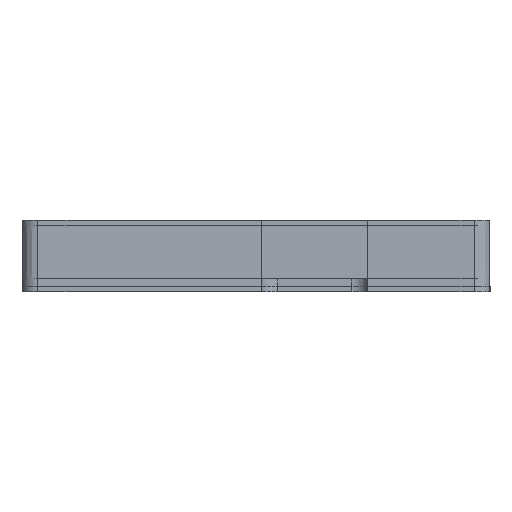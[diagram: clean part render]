
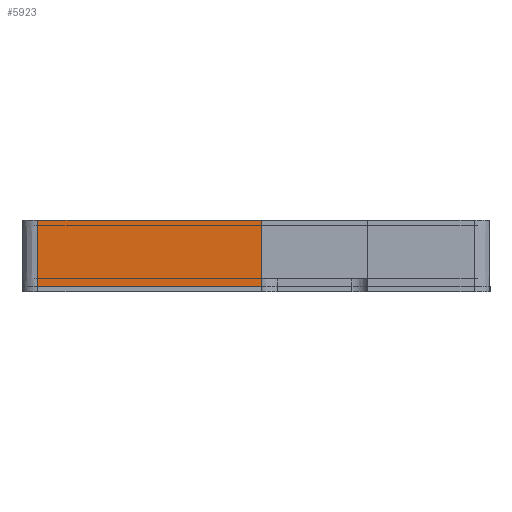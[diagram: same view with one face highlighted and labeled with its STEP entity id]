
A CAD part, left-side view. The second image highlights one B-rep face of the part: STEP entity #5923.
In plain terms, the highlighted face is a extrusion surface.
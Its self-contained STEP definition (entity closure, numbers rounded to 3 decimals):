
#2047 = PLANE('',#2048);
#2048 = AXIS2_PLACEMENT_3D('',#2049,#2050,#2051);
#2049 = CARTESIAN_POINT('',(123.419,41.603,1.));
#2050 = DIRECTION('',(0.,0.,-1.));
#2051 = DIRECTION('',(-1.,0.,0.));
#4187 = VERTEX_POINT('',#4188);
#4188 = CARTESIAN_POINT('',(-1.999,41.002,1.));
#4200 = SURFACE_OF_LINEAR_EXTRUSION('',#4201,#4204);
#4201 = B_SPLINE_CURVE_WITH_KNOTS('',1,(#4202,#4203),.UNSPECIFIED.,.F.,
  .F.,(2,2),(0.,1.),.PIECEWISE_BEZIER_KNOTS.);
#4202 = CARTESIAN_POINT('',(-1.002,41.002,1.));
#4203 = CARTESIAN_POINT('',(-1.999,41.002,1.));
#4204 = VECTOR('',#4205,1.);
#4205 = DIRECTION('',(0.,0.,-1.));
#4694 = VERTEX_POINT('',#4695);
#4695 = CARTESIAN_POINT('',(-1.999,83.,1.));
#4709 = SURFACE_OF_LINEAR_EXTRUSION('',#4710,#4714);
#4710 = ( BOUNDED_CURVE() B_SPLINE_CURVE(2,(#4711,#4712,#4713),
.UNSPECIFIED.,.F.,.F.) B_SPLINE_CURVE_WITH_KNOTS((3,3),(0.,1.),
.PIECEWISE_BEZIER_KNOTS.) CURVE() GEOMETRIC_REPRESENTATION_ITEM() 
RATIONAL_B_SPLINE_CURVE((1.,0.707,1.)) REPRESENTATION_ITEM('') 
  );
#4711 = CARTESIAN_POINT('',(-1.999,83.,1.));
#4712 = CARTESIAN_POINT('',(-1.999,85.999,1.));
#4713 = CARTESIAN_POINT('',(1.,85.999,1.));
#4714 = VECTOR('',#4715,1.);
#4715 = DIRECTION('',(0.,0.,-1.));
#4723 = EDGE_CURVE('',#4187,#4694,#4724,.T.);
#4724 = SURFACE_CURVE('',#4725,(#4728,#4734),.PCURVE_S1.);
#4725 = B_SPLINE_CURVE_WITH_KNOTS('',1,(#4726,#4727),.UNSPECIFIED.,.F.,
  .F.,(2,2),(0.,1.),.PIECEWISE_BEZIER_KNOTS.);
#4726 = CARTESIAN_POINT('',(-1.999,41.002,1.));
#4727 = CARTESIAN_POINT('',(-1.999,83.,1.));
#4728 = PCURVE('',#2047,#4729);
#4729 = DEFINITIONAL_REPRESENTATION('',(#4730),#4733);
#4730 = B_SPLINE_CURVE_WITH_KNOTS('',1,(#4731,#4732),.UNSPECIFIED.,.F.,
  .F.,(2,2),(0.,1.),.PIECEWISE_BEZIER_KNOTS.);
#4731 = CARTESIAN_POINT('',(125.418,-0.601));
#4732 = CARTESIAN_POINT('',(125.418,41.397));
#4733 = ( GEOMETRIC_REPRESENTATION_CONTEXT(2) 
PARAMETRIC_REPRESENTATION_CONTEXT() REPRESENTATION_CONTEXT('2D SPACE',''
  ) );
#4734 = PCURVE('',#4735,#4741);
#4735 = SURFACE_OF_LINEAR_EXTRUSION('',#4736,#4739);
#4736 = B_SPLINE_CURVE_WITH_KNOTS('',1,(#4737,#4738),.UNSPECIFIED.,.F.,
  .F.,(2,2),(0.,1.),.PIECEWISE_BEZIER_KNOTS.);
#4737 = CARTESIAN_POINT('',(-1.999,41.002,1.));
#4738 = CARTESIAN_POINT('',(-1.999,83.,1.));
#4739 = VECTOR('',#4740,1.);
#4740 = DIRECTION('',(0.,0.,-1.));
#4741 = DEFINITIONAL_REPRESENTATION('',(#4742),#4746);
#4742 = LINE('',#4743,#4744);
#4743 = CARTESIAN_POINT('',(0.,0.));
#4744 = VECTOR('',#4745,1.);
#4745 = DIRECTION('',(1.,0.));
#4746 = ( GEOMETRIC_REPRESENTATION_CONTEXT(2) 
PARAMETRIC_REPRESENTATION_CONTEXT() REPRESENTATION_CONTEXT('2D SPACE',''
  ) );
#5830 = VERTEX_POINT('',#5831);
#5831 = CARTESIAN_POINT('',(-1.999,41.002,13.5));
#5844 = PLANE('',#5845);
#5845 = AXIS2_PLACEMENT_3D('',#5846,#5847,#5848);
#5846 = CARTESIAN_POINT('',(131.154,42.312,13.5));
#5847 = DIRECTION('',(0.,0.,-1.));
#5848 = DIRECTION('',(-1.,0.,0.));
#5855 = EDGE_CURVE('',#4187,#5830,#5856,.T.);
#5856 = SURFACE_CURVE('',#5857,(#5861,#5868),.PCURVE_S1.);
#5857 = LINE('',#5858,#5859);
#5858 = CARTESIAN_POINT('',(-1.999,41.002,1.));
#5859 = VECTOR('',#5860,1.);
#5860 = DIRECTION('',(0.,0.,1.));
#5861 = PCURVE('',#4200,#5862);
#5862 = DEFINITIONAL_REPRESENTATION('',(#5863),#5867);
#5863 = LINE('',#5864,#5865);
#5864 = CARTESIAN_POINT('',(1.,0.));
#5865 = VECTOR('',#5866,1.);
#5866 = DIRECTION('',(0.,-1.));
#5867 = ( GEOMETRIC_REPRESENTATION_CONTEXT(2) 
PARAMETRIC_REPRESENTATION_CONTEXT() REPRESENTATION_CONTEXT('2D SPACE',''
  ) );
#5868 = PCURVE('',#4735,#5869);
#5869 = DEFINITIONAL_REPRESENTATION('',(#5870),#5874);
#5870 = LINE('',#5871,#5872);
#5871 = CARTESIAN_POINT('',(0.,0.));
#5872 = VECTOR('',#5873,1.);
#5873 = DIRECTION('',(0.,-1.));
#5874 = ( GEOMETRIC_REPRESENTATION_CONTEXT(2) 
PARAMETRIC_REPRESENTATION_CONTEXT() REPRESENTATION_CONTEXT('2D SPACE',''
  ) );
#5923 = ADVANCED_FACE('',(#5924),#4735,.T.);
#5924 = FACE_BOUND('',#5925,.T.);
#5925 = EDGE_LOOP('',(#5926,#5927,#5948,#5969));
#5926 = ORIENTED_EDGE('',*,*,#5855,.T.);
#5927 = ORIENTED_EDGE('',*,*,#5928,.T.);
#5928 = EDGE_CURVE('',#5830,#5929,#5931,.T.);
#5929 = VERTEX_POINT('',#5930);
#5930 = CARTESIAN_POINT('',(-1.999,83.,13.5));
#5931 = SURFACE_CURVE('',#5932,(#5935,#5942),.PCURVE_S1.);
#5932 = B_SPLINE_CURVE_WITH_KNOTS('',1,(#5933,#5934),.UNSPECIFIED.,.F.,
  .F.,(2,2),(0.,1.),.PIECEWISE_BEZIER_KNOTS.);
#5933 = CARTESIAN_POINT('',(-1.999,41.002,13.5));
#5934 = CARTESIAN_POINT('',(-1.999,83.,13.5));
#5935 = PCURVE('',#4735,#5936);
#5936 = DEFINITIONAL_REPRESENTATION('',(#5937),#5941);
#5937 = LINE('',#5938,#5939);
#5938 = CARTESIAN_POINT('',(0.,-12.5));
#5939 = VECTOR('',#5940,1.);
#5940 = DIRECTION('',(1.,0.));
#5941 = ( GEOMETRIC_REPRESENTATION_CONTEXT(2) 
PARAMETRIC_REPRESENTATION_CONTEXT() REPRESENTATION_CONTEXT('2D SPACE',''
  ) );
#5942 = PCURVE('',#5844,#5943);
#5943 = DEFINITIONAL_REPRESENTATION('',(#5944),#5947);
#5944 = B_SPLINE_CURVE_WITH_KNOTS('',1,(#5945,#5946),.UNSPECIFIED.,.F.,
  .F.,(2,2),(0.,1.),.PIECEWISE_BEZIER_KNOTS.);
#5945 = CARTESIAN_POINT('',(133.152,-1.31));
#5946 = CARTESIAN_POINT('',(133.152,40.688));
#5947 = ( GEOMETRIC_REPRESENTATION_CONTEXT(2) 
PARAMETRIC_REPRESENTATION_CONTEXT() REPRESENTATION_CONTEXT('2D SPACE',''
  ) );
#5948 = ORIENTED_EDGE('',*,*,#5949,.F.);
#5949 = EDGE_CURVE('',#4694,#5929,#5950,.T.);
#5950 = SURFACE_CURVE('',#5951,(#5955,#5962),.PCURVE_S1.);
#5951 = LINE('',#5952,#5953);
#5952 = CARTESIAN_POINT('',(-1.999,83.,1.));
#5953 = VECTOR('',#5954,1.);
#5954 = DIRECTION('',(0.,0.,1.));
#5955 = PCURVE('',#4735,#5956);
#5956 = DEFINITIONAL_REPRESENTATION('',(#5957),#5961);
#5957 = LINE('',#5958,#5959);
#5958 = CARTESIAN_POINT('',(1.,0.));
#5959 = VECTOR('',#5960,1.);
#5960 = DIRECTION('',(0.,-1.));
#5961 = ( GEOMETRIC_REPRESENTATION_CONTEXT(2) 
PARAMETRIC_REPRESENTATION_CONTEXT() REPRESENTATION_CONTEXT('2D SPACE',''
  ) );
#5962 = PCURVE('',#4709,#5963);
#5963 = DEFINITIONAL_REPRESENTATION('',(#5964),#5968);
#5964 = LINE('',#5965,#5966);
#5965 = CARTESIAN_POINT('',(0.,0.));
#5966 = VECTOR('',#5967,1.);
#5967 = DIRECTION('',(0.,-1.));
#5968 = ( GEOMETRIC_REPRESENTATION_CONTEXT(2) 
PARAMETRIC_REPRESENTATION_CONTEXT() REPRESENTATION_CONTEXT('2D SPACE',''
  ) );
#5969 = ORIENTED_EDGE('',*,*,#4723,.F.);
